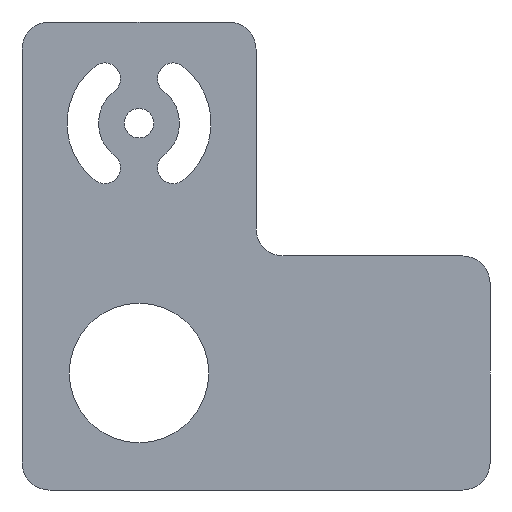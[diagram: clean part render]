
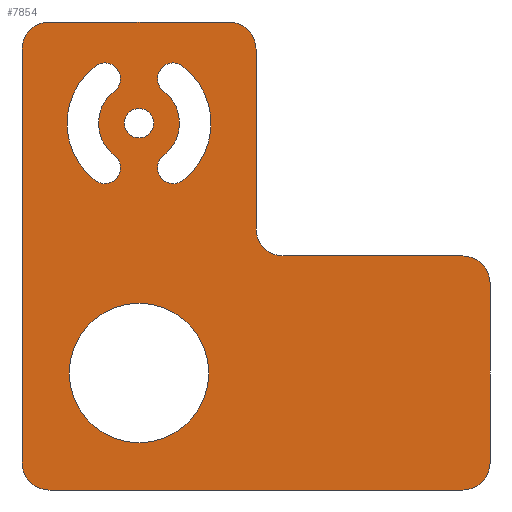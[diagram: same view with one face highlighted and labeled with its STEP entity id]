
A CAD part, front view. The second image highlights one B-rep face of the part: STEP entity #7854.
In plain terms, the highlighted planar face has unit normal (0, -1, 0).
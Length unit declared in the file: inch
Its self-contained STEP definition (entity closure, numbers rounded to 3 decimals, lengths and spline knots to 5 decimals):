
#1515=CARTESIAN_POINT('',(1.25984,-0.10236,
1.25984));
#1516=DIRECTION('',(0.,1.,0.));
#1517=DIRECTION('',(0.,0.,-1.));
#1518=AXIS2_PLACEMENT_3D('',#1515,#1516,#1517);
#1528=DIRECTION('',(0.,0.,-1.));
#1529=VECTOR('',#1528,1.5748);
#1530=CARTESIAN_POINT('',(1.02362,-0.10236,
2.83465));
#1531=LINE('',#1530,#1529);
#1532=DIRECTION('',(1.,0.,0.));
#1533=VECTOR('',#1532,1.5748);
#1534=CARTESIAN_POINT('',(1.25984,-0.10236,
1.02362));
#1535=LINE('',#1534,#1533);
#1536=CARTESIAN_POINT('',(2.83465,-0.10236,
0.7874));
#1537=DIRECTION('',(0.,-1.,0.));
#1538=DIRECTION('',(1.,0.,0.));
#1539=AXIS2_PLACEMENT_3D('',#1536,#1537,#1538);
#1541=DIRECTION('',(0.,0.,-1.));
#1542=VECTOR('',#1541,1.5748);
#1543=CARTESIAN_POINT('',(3.07087,-0.10236,
0.7874));
#1544=LINE('',#1543,#1542);
#1545=CARTESIAN_POINT('',(2.83465,-0.10236,
-0.7874));
#1546=DIRECTION('',(0.,-1.,0.));
#1547=DIRECTION('',(0.,0.,-1.));
#1548=AXIS2_PLACEMENT_3D('',#1545,#1546,#1547);
#1550=DIRECTION('',(-1.,0.,0.));
#1551=VECTOR('',#1550,3.62205);
#1552=CARTESIAN_POINT('',(2.83465,-0.10236,
-1.02362));
#1553=LINE('',#1552,#1551);
#1554=CARTESIAN_POINT('',(-0.7874,-0.10236,
-0.7874));
#1555=DIRECTION('',(0.,-1.,0.));
#1556=DIRECTION('',(-1.,0.,0.));
#1557=AXIS2_PLACEMENT_3D('',#1554,#1555,#1556);
#1559=DIRECTION('',(0.,0.,1.));
#1560=VECTOR('',#1559,3.62205);
#1561=CARTESIAN_POINT('',(-1.02362,-0.10236,
-0.7874));
#1562=LINE('',#1561,#1560);
#1563=CARTESIAN_POINT('',(-0.7874,-0.10236,
2.83465));
#1564=DIRECTION('',(0.,-1.,0.));
#1565=DIRECTION('',(0.,0.,1.));
#1566=AXIS2_PLACEMENT_3D('',#1563,#1564,#1565);
#1568=DIRECTION('',(1.,0.,0.));
#1569=VECTOR('',#1568,1.5748);
#1570=CARTESIAN_POINT('',(-0.7874,-0.10236,
3.07087));
#1571=LINE('',#1570,#1569);
#1572=CARTESIAN_POINT('',(0.7874,-0.10236,
2.83465));
#1573=DIRECTION('',(0.,-1.,0.));
#1574=DIRECTION('',(1.,0.,0.));
#1575=AXIS2_PLACEMENT_3D('',#1572,#1573,#1574);
#1577=CARTESIAN_POINT('',(0.,-0.10236,0.));
#1578=DIRECTION('',(0.,1.,0.));
#1579=DIRECTION('',(0.,0.,-1.));
#1580=AXIS2_PLACEMENT_3D('',#1577,#1578,#1579);
#1582=CARTESIAN_POINT('',(0.,-0.10236,0.));
#1583=DIRECTION('',(0.,1.,0.));
#1584=DIRECTION('',(0.,0.,1.));
#1585=AXIS2_PLACEMENT_3D('',#1582,#1583,#1584);
#1587=CARTESIAN_POINT('',(0.,-0.10236,2.18504));
#1588=DIRECTION('',(0.,1.,0.));
#1589=DIRECTION('',(0.609,0.,0.793));
#1590=AXIS2_PLACEMENT_3D('',#1587,#1588,#1589);
#1592=CARTESIAN_POINT('',(0.29959,-0.10236,
1.79461));
#1593=DIRECTION('',(0.,1.,0.));
#1594=DIRECTION('',(0.609,0.,-0.793));
#1595=AXIS2_PLACEMENT_3D('',#1592,#1593,#1594);
#1597=CARTESIAN_POINT('',(0.,-0.10236,2.18504));
#1598=DIRECTION('',(0.,1.,0.));
#1599=DIRECTION('',(0.609,0.,0.793));
#1600=AXIS2_PLACEMENT_3D('',#1597,#1598,#1599);
#1602=CARTESIAN_POINT('',(0.29959,-0.10236,
2.57547));
#1603=DIRECTION('',(0.,1.,0.));
#1604=DIRECTION('',(-0.609,0.,-0.793));
#1605=AXIS2_PLACEMENT_3D('',#1602,#1603,#1604);
#1607=CARTESIAN_POINT('',(0.,-0.10236,2.18504));
#1608=DIRECTION('',(0.,1.,0.));
#1609=DIRECTION('',(-0.609,0.,-0.793));
#1610=AXIS2_PLACEMENT_3D('',#1607,#1608,#1609);
#1612=CARTESIAN_POINT('',(-0.29959,-0.10236,
2.57547));
#1613=DIRECTION('',(0.,1.,0.));
#1614=DIRECTION('',(-0.609,0.,0.793));
#1615=AXIS2_PLACEMENT_3D('',#1612,#1613,#1614);
#1617=CARTESIAN_POINT('',(0.,-0.10236,2.18504));
#1618=DIRECTION('',(0.,1.,0.));
#1619=DIRECTION('',(-0.609,0.,-0.793));
#1620=AXIS2_PLACEMENT_3D('',#1617,#1618,#1619);
#1622=CARTESIAN_POINT('',(-0.29959,-0.10236,
1.79461));
#1623=DIRECTION('',(0.,1.,0.));
#1624=DIRECTION('',(0.609,0.,0.793));
#1625=AXIS2_PLACEMENT_3D('',#1622,#1623,#1624);
#1627=CARTESIAN_POINT('',(0.,-0.10236,2.18504));
#1628=DIRECTION('',(0.,1.,0.));
#1629=DIRECTION('',(0.,0.,-1.));
#1630=AXIS2_PLACEMENT_3D('',#1627,#1628,#1629);
#1632=CARTESIAN_POINT('',(0.,-0.10236,2.18504));
#1633=DIRECTION('',(0.,1.,0.));
#1634=DIRECTION('',(0.,0.,1.));
#1635=AXIS2_PLACEMENT_3D('',#1632,#1633,#1634);
#5237=CARTESIAN_POINT('',(0.,-0.10236,-0.61024));
#5238=CARTESIAN_POINT('',(0.,-0.10236,0.61024));
#5239=VERTEX_POINT('',#5237);
#5240=VERTEX_POINT('',#5238);
#5261=CARTESIAN_POINT('',(0.,-0.10236,2.0565));
#5262=CARTESIAN_POINT('',(0.,-0.10236,2.31358));
#5263=VERTEX_POINT('',#5261);
#5264=VERTEX_POINT('',#5262);
#5265=CARTESIAN_POINT('',(-0.2157,-0.10236,
1.90393));
#5266=CARTESIAN_POINT('',(-0.2157,-0.10236,
2.46615));
#5267=VERTEX_POINT('',#5265);
#5268=VERTEX_POINT('',#5266);
#5269=CARTESIAN_POINT('',(-0.38347,-0.10236,
2.68479));
#5270=VERTEX_POINT('',#5269);
#5271=CARTESIAN_POINT('',(-0.38347,-0.10236,
1.68529));
#5272=VERTEX_POINT('',#5271);
#5273=CARTESIAN_POINT('',(0.2157,-0.10236,
2.46615));
#5274=CARTESIAN_POINT('',(0.2157,-0.10236,
1.90393));
#5275=VERTEX_POINT('',#5273);
#5276=VERTEX_POINT('',#5274);
#5277=CARTESIAN_POINT('',(0.38347,-0.10236,
1.68529));
#5278=VERTEX_POINT('',#5277);
#5279=CARTESIAN_POINT('',(0.38347,-0.10236,
2.68479));
#5280=VERTEX_POINT('',#5279);
#6921=CARTESIAN_POINT('',(3.07087,-0.10236,
0.7874));
#6922=VERTEX_POINT('',#6921);
#6923=CARTESIAN_POINT('',(2.83465,-0.10236,
1.02362));
#6924=VERTEX_POINT('',#6923);
#6929=CARTESIAN_POINT('',(1.02362,-0.10236,
2.83465));
#6930=VERTEX_POINT('',#6929);
#6931=CARTESIAN_POINT('',(0.7874,-0.10236,
3.07087));
#6932=VERTEX_POINT('',#6931);
#6937=CARTESIAN_POINT('',(-0.7874,-0.10236,
3.07087));
#6938=VERTEX_POINT('',#6937);
#6939=CARTESIAN_POINT('',(-1.02362,-0.10236,
2.83465));
#6940=VERTEX_POINT('',#6939);
#6945=CARTESIAN_POINT('',(2.83465,-0.10236,
-1.02362));
#6946=VERTEX_POINT('',#6945);
#6947=CARTESIAN_POINT('',(3.07087,-0.10236,
-0.7874));
#6948=VERTEX_POINT('',#6947);
#6953=CARTESIAN_POINT('',(-1.02362,-0.10236,
-0.7874));
#6954=VERTEX_POINT('',#6953);
#6955=CARTESIAN_POINT('',(-0.7874,-0.10236,
-1.02362));
#6956=VERTEX_POINT('',#6955);
#6958=CARTESIAN_POINT('',(1.02362,-0.10236,
1.25984));
#6960=VERTEX_POINT('',#6958);
#6962=CARTESIAN_POINT('',(1.25984,-0.10236,
1.02362));
#6964=VERTEX_POINT('',#6962);
#7794=CARTESIAN_POINT('',(0.,-0.10236,0.));
#7795=DIRECTION('',(0.,1.,0.));
#7796=DIRECTION('',(0.,0.,-1.));
#7797=AXIS2_PLACEMENT_3D('',#7794,#7795,#7796);
#7798=PLANE('',#7797);
#7799=ORIENTED_EDGE('',*,*,#7786,.T.);
#7800=ORIENTED_EDGE('',*,*,#7775,.F.);
#7801=ORIENTED_EDGE('',*,*,#7761,.T.);
#7803=ORIENTED_EDGE('',*,*,#7802,.F.);
#7805=ORIENTED_EDGE('',*,*,#7804,.T.);
#7807=ORIENTED_EDGE('',*,*,#7806,.F.);
#7809=ORIENTED_EDGE('',*,*,#7808,.T.);
#7811=ORIENTED_EDGE('',*,*,#7810,.F.);
#7813=ORIENTED_EDGE('',*,*,#7812,.T.);
#7815=ORIENTED_EDGE('',*,*,#7814,.F.);
#7817=ORIENTED_EDGE('',*,*,#7816,.T.);
#7819=ORIENTED_EDGE('',*,*,#7818,.F.);
#7820=EDGE_LOOP('',(#7799,#7800,#7801,#7803,#7805,#7807,#7809,#7811,#7813,#7815,
#7817,#7819));
#7821=FACE_OUTER_BOUND('',#7820,.F.);
#7823=ORIENTED_EDGE('',*,*,#7822,.F.);
#7825=ORIENTED_EDGE('',*,*,#7824,.F.);
#7826=EDGE_LOOP('',(#7823,#7825));
#7827=FACE_BOUND('',#7826,.F.);
#7829=ORIENTED_EDGE('',*,*,#7828,.T.);
#7831=ORIENTED_EDGE('',*,*,#7830,.F.);
#7833=ORIENTED_EDGE('',*,*,#7832,.F.);
#7835=ORIENTED_EDGE('',*,*,#7834,.F.);
#7836=EDGE_LOOP('',(#7829,#7831,#7833,#7835));
#7837=FACE_BOUND('',#7836,.F.);
#7839=ORIENTED_EDGE('',*,*,#7838,.T.);
#7841=ORIENTED_EDGE('',*,*,#7840,.F.);
#7843=ORIENTED_EDGE('',*,*,#7842,.F.);
#7845=ORIENTED_EDGE('',*,*,#7844,.F.);
#7846=EDGE_LOOP('',(#7839,#7841,#7843,#7845));
#7847=FACE_BOUND('',#7846,.F.);
#7849=ORIENTED_EDGE('',*,*,#7848,.F.);
#7851=ORIENTED_EDGE('',*,*,#7850,.F.);
#7852=EDGE_LOOP('',(#7849,#7851));
#7853=FACE_BOUND('',#7852,.F.);
#7854=ADVANCED_FACE('',(#7821,#7827,#7837,#7847,#7853),#7798,.F.);
#1519=CIRCLE('',#1518,0.23622);
#1540=CIRCLE('',#1539,0.23622);
#1549=CIRCLE('',#1548,0.23622);
#1558=CIRCLE('',#1557,0.23622);
#1567=CIRCLE('',#1566,0.23622);
#1576=CIRCLE('',#1575,0.23622);
#1581=CIRCLE('',#1580,0.61024);
#1586=CIRCLE('',#1585,0.61024);
#1591=CIRCLE('',#1590,0.35433);
#1596=CIRCLE('',#1595,0.1378);
#1601=CIRCLE('',#1600,0.62992);
#1606=CIRCLE('',#1605,0.1378);
#1611=CIRCLE('',#1610,0.35433);
#1616=CIRCLE('',#1615,0.1378);
#1621=CIRCLE('',#1620,0.62992);
#1626=CIRCLE('',#1625,0.1378);
#1631=CIRCLE('',#1630,0.12854);
#1636=CIRCLE('',#1635,0.12854);
#7761=EDGE_CURVE('',#6964,#6924,#1535,.T.);
#7775=EDGE_CURVE('',#6964,#6960,#1519,.T.);
#7786=EDGE_CURVE('',#6930,#6960,#1531,.T.);
#7802=EDGE_CURVE('',#6922,#6924,#1540,.T.);
#7804=EDGE_CURVE('',#6922,#6948,#1544,.T.);
#7806=EDGE_CURVE('',#6946,#6948,#1549,.T.);
#7808=EDGE_CURVE('',#6946,#6956,#1553,.T.);
#7810=EDGE_CURVE('',#6954,#6956,#1558,.T.);
#7812=EDGE_CURVE('',#6954,#6940,#1562,.T.);
#7814=EDGE_CURVE('',#6938,#6940,#1567,.T.);
#7816=EDGE_CURVE('',#6938,#6932,#1571,.T.);
#7818=EDGE_CURVE('',#6930,#6932,#1576,.T.);
#7822=EDGE_CURVE('',#5239,#5240,#1581,.T.);
#7824=EDGE_CURVE('',#5240,#5239,#1586,.T.);
#7828=EDGE_CURVE('',#5275,#5276,#1591,.T.);
#7830=EDGE_CURVE('',#5278,#5276,#1596,.T.);
#7832=EDGE_CURVE('',#5280,#5278,#1601,.T.);
#7834=EDGE_CURVE('',#5275,#5280,#1606,.T.);
#7838=EDGE_CURVE('',#5267,#5268,#1611,.T.);
#7840=EDGE_CURVE('',#5270,#5268,#1616,.T.);
#7842=EDGE_CURVE('',#5272,#5270,#1621,.T.);
#7844=EDGE_CURVE('',#5267,#5272,#1626,.T.);
#7848=EDGE_CURVE('',#5263,#5264,#1631,.T.);
#7850=EDGE_CURVE('',#5264,#5263,#1636,.T.);
